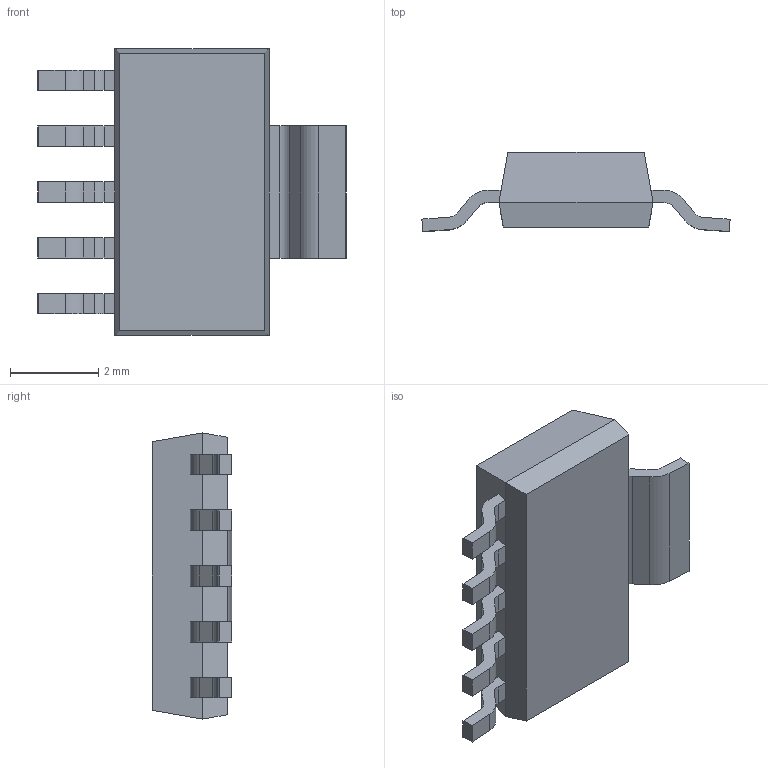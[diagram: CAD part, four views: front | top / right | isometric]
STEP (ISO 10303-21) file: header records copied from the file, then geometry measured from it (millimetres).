
FILE_DESCRIPTION (( 'STEP AP214' ), '1' );
FILE_NAME ('MCP1826T-1202E(Slash)DC.STEP', '2020-09-02T06:18:24', ( '' ), ( '' ), 'SwSTEP 2.0', 'SolidWorks 2017', '' );
FILE_SCHEMA (( 'AUTOMOTIVE_DESIGN' ));
Length unit declared in the file: millimetre
Products named in the file (1): MCP1826T-1202E(Slash)DC
Bounding box: 7 x 1.8 x 6.5 mm (x, y, z)
Volume: 38.9 mm3; surface area: 103.9 mm2
Topology: 7 solids, 7 shells, 94 faces, 236 edges, 156 vertices
Faces by surface type: plane 70, cylinder 24
Entity records: 2884 total; most frequent: CARTESIAN_POINT 487, DIRECTION 474, ORIENTED_EDGE 472, EDGE_CURVE 236, VECTOR 188, LINE 188, VERTEX_POINT 156, AXIS2_PLACEMENT_3D 143
